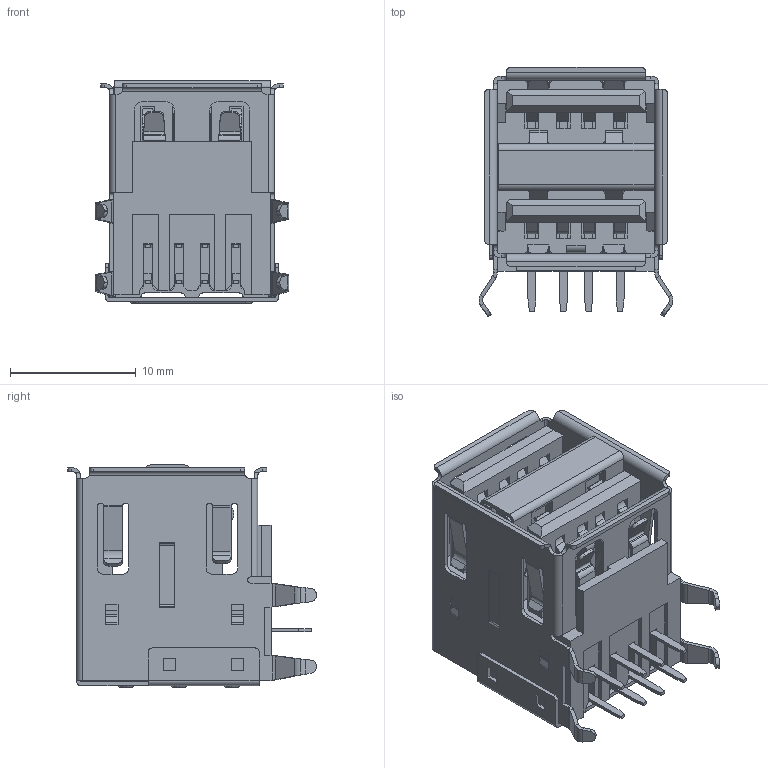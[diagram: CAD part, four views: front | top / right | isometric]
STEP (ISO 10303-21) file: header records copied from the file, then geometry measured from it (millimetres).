
FILE_DESCRIPTION (( 'STEP AP203' ), '1' );
FILE_NAME ('UBF-2305-xx .STEP', '2020-10-22T03:35:20', ( '' ), ( '' ), 'SwSTEP 2.0', 'SolidWorks 2016', '' );
FILE_SCHEMA (( 'CONFIG_CONTROL_DESIGN' ));
Length unit declared in the file: millimetre
Products named in the file (3): _2USB-90_ASM-1; _2USB-90_ASM; UBF-2305-xx 
Assembly tree (2 placements, depth 2):
  UBF-2305-xx 
    _2USB-90_ASM
    _2USB-90_ASM-1
Bounding box: 15.4 x 19.75 x 17.63 mm (x, y, z)
Volume: 1552.9 mm3; surface area: 5404.1 mm2
Topology: 10 solids, 10 shells, 1746 faces, 5089 edges, 3293 vertices
Faces by surface type: plane 1180, cylinder 491, bspline 75
Entity records: 60013 total; most frequent: CARTESIAN_POINT 13329, ORIENTED_EDGE 10178, DIRECTION 9108, EDGE_CURVE 5089, LINE 3974, VECTOR 3974, VERTEX_POINT 3293, AXIS2_PLACEMENT_3D 2567
